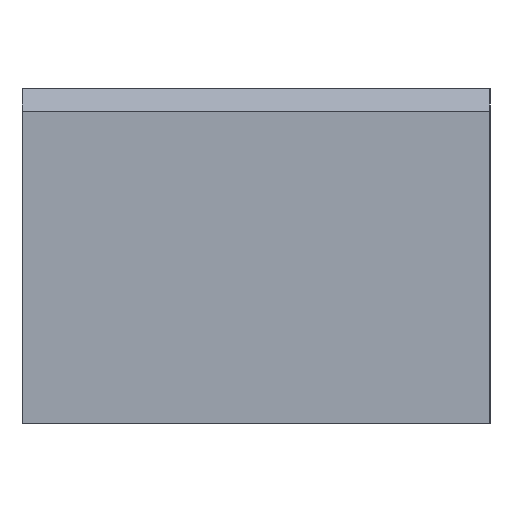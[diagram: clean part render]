
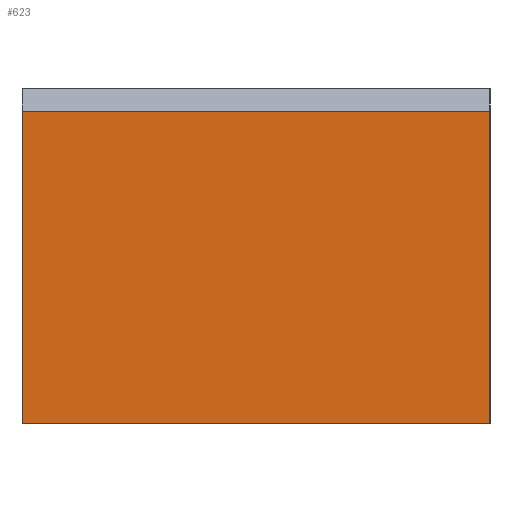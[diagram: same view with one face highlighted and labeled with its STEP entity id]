
A CAD part, left-side view. The second image highlights one B-rep face of the part: STEP entity #623.
In plain terms, the highlighted planar face has unit normal (-1, 0, 0).
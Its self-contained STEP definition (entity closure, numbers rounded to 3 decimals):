
#107 = FACE_OUTER_BOUND ( 'NONE', #1663, .T. ) ;
#139 = EDGE_CURVE ( 'NONE', #1036, #3821, #4023, .T. ) ;
#241 = EDGE_CURVE ( 'NONE', #3136, #1036, #1692, .T. ) ;
#287 = CARTESIAN_POINT ( 'NONE',  ( -17.5, -17.5, 0. ) ) ;
#496 = DIRECTION ( 'NONE',  ( 0., 1., 0. ) ) ;
#623 = ADVANCED_FACE ( 'NONE', ( #107 ), #2669, .F. ) ;
#750 = VERTEX_POINT ( 'NONE', #1892 ) ;
#913 = CARTESIAN_POINT ( 'NONE',  ( -17.5, 17.5, 23.34 ) ) ;
#1036 = VERTEX_POINT ( 'NONE', #287 ) ;
#1416 = VECTOR ( 'NONE', #3303, 1000. ) ;
#1447 = DIRECTION ( 'NONE',  ( 1., 0., 0. ) ) ;
#1663 = EDGE_LOOP ( 'NONE', ( #3922, #1787, #3994, #3869 ) ) ;
#1692 = LINE ( 'NONE', #3280, #1416 ) ;
#1787 = ORIENTED_EDGE ( 'NONE', *, *, #241, .F. ) ;
#1875 = EDGE_CURVE ( 'NONE', #750, #3821, #3860, .T. ) ;
#1892 = CARTESIAN_POINT ( 'NONE',  ( -17.5, 17.5, 23.34 ) ) ;
#1954 = LINE ( 'NONE', #3786, #3918 ) ;
#2068 = CARTESIAN_POINT ( 'NONE',  ( -17.5, -17.5, 23.34 ) ) ;
#2183 = CARTESIAN_POINT ( 'NONE',  ( -17.5, 17.5, 0. ) ) ;
#2630 = CARTESIAN_POINT ( 'NONE',  ( -17.5, -17.5, 23.34 ) ) ;
#2669 = PLANE ( 'NONE',  #3841 ) ;
#2791 = VECTOR ( 'NONE', #3634, 1000. ) ;
#2956 = CARTESIAN_POINT ( 'NONE',  ( -17.5, -17.5, 0. ) ) ;
#3136 = VERTEX_POINT ( 'NONE', #2630 ) ;
#3280 = CARTESIAN_POINT ( 'NONE',  ( -17.5, -17.5, 23.34 ) ) ;
#3303 = DIRECTION ( 'NONE',  ( 0., 0., -1. ) ) ;
#3355 = VECTOR ( 'NONE', #4118, 1000. ) ;
#3384 = DIRECTION ( 'NONE',  ( 0., 0., 1. ) ) ;
#3634 = DIRECTION ( 'NONE',  ( 0., 1., 0. ) ) ;
#3786 = CARTESIAN_POINT ( 'NONE',  ( -17.5, -17.5, 23.34 ) ) ;
#3821 = VERTEX_POINT ( 'NONE', #2183 ) ;
#3841 = AXIS2_PLACEMENT_3D ( 'NONE', #2068, #1447, #3384 ) ;
#3860 = LINE ( 'NONE', #913, #3355 ) ;
#3869 = ORIENTED_EDGE ( 'NONE', *, *, #1875, .T. ) ;
#3918 = VECTOR ( 'NONE', #496, 1000. ) ;
#3922 = ORIENTED_EDGE ( 'NONE', *, *, #139, .F. ) ;
#3994 = ORIENTED_EDGE ( 'NONE', *, *, #4172, .T. ) ;
#4023 = LINE ( 'NONE', #2956, #2791 ) ;
#4118 = DIRECTION ( 'NONE',  ( 0., 0., -1. ) ) ;
#4172 = EDGE_CURVE ( 'NONE', #3136, #750, #1954, .T. ) ;
